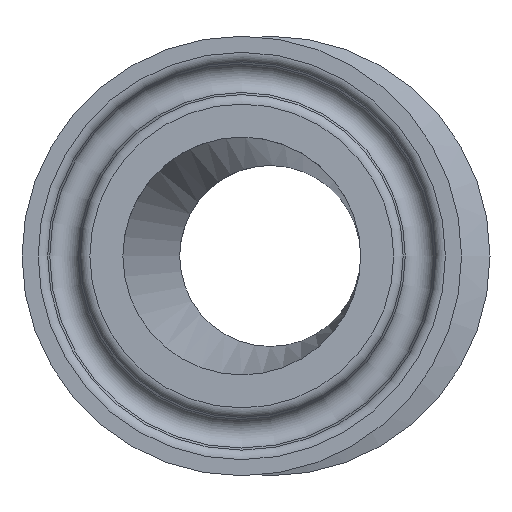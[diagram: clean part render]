
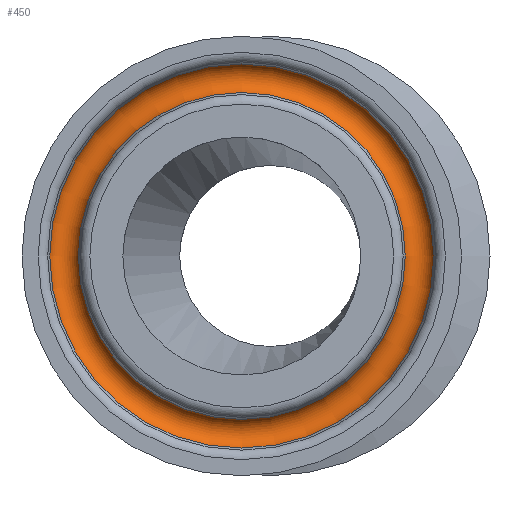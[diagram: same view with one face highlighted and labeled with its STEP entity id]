
A CAD part, left-side view. The second image highlights one B-rep face of the part: STEP entity #450.
In plain terms, the highlighted toroidal (fillet/blend) face has major radius 13.75 mm and minor radius 1.2 mm.
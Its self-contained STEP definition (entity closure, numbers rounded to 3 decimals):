
#82=FACE_OUTER_BOUND('',#112,.T.);
#112=EDGE_LOOP('',(#381,#382,#383,#384,#385,#386));
#147=CIRCLE('',#517,12.645);
#148=CIRCLE('',#518,12.645);
#154=CIRCLE('',#527,14.855);
#155=CIRCLE('',#528,14.855);
#166=CIRCLE('',#544,1.2);
#196=VERTEX_POINT('',#793);
#197=VERTEX_POINT('',#795);
#202=VERTEX_POINT('',#810);
#203=VERTEX_POINT('',#812);
#252=EDGE_CURVE('',#197,#196,#147,.T.);
#253=EDGE_CURVE('',#196,#197,#148,.T.);
#260=EDGE_CURVE('',#202,#203,#154,.T.);
#261=EDGE_CURVE('',#203,#202,#155,.T.);
#274=EDGE_CURVE('',#203,#197,#166,.T.);
#381=ORIENTED_EDGE('',*,*,#260,.F.);
#382=ORIENTED_EDGE('',*,*,#261,.F.);
#383=ORIENTED_EDGE('',*,*,#274,.T.);
#384=ORIENTED_EDGE('',*,*,#252,.T.);
#385=ORIENTED_EDGE('',*,*,#253,.T.);
#386=ORIENTED_EDGE('',*,*,#274,.F.);
#430=TOROIDAL_SURFACE('',#543,13.75,1.2);
#450=ADVANCED_FACE('',(#82),#430,.F.);
#517=AXIS2_PLACEMENT_3D('',#796,#642,#643);
#518=AXIS2_PLACEMENT_3D('',#797,#644,#645);
#527=AXIS2_PLACEMENT_3D('',#813,#663,#664);
#528=AXIS2_PLACEMENT_3D('',#814,#665,#666);
#543=AXIS2_PLACEMENT_3D('',#840,#697,#698);
#544=AXIS2_PLACEMENT_3D('',#841,#699,#700);
#642=DIRECTION('center_axis',(1.,0.,0.));
#643=DIRECTION('ref_axis',(0.,0.,-1.));
#644=DIRECTION('center_axis',(1.,0.,0.));
#645=DIRECTION('ref_axis',(0.,0.,-1.));
#663=DIRECTION('center_axis',(1.,0.,0.));
#664=DIRECTION('ref_axis',(0.,0.,-1.));
#665=DIRECTION('center_axis',(1.,0.,0.));
#666=DIRECTION('ref_axis',(0.,0.,-1.));
#697=DIRECTION('center_axis',(1.,0.,0.));
#698=DIRECTION('ref_axis',(0.,0.,-1.));
#699=DIRECTION('center_axis',(0.,1.,0.));
#700=DIRECTION('ref_axis',(0.,0.,1.));
#793=CARTESIAN_POINT('',(-16.131,-12.645,0.));
#795=CARTESIAN_POINT('',(-16.131,0.,12.645));
#796=CARTESIAN_POINT('Origin',(-16.131,0.,0.));
#797=CARTESIAN_POINT('Origin',(-16.131,0.,0.));
#810=CARTESIAN_POINT('',(-16.131,-14.855,0.));
#812=CARTESIAN_POINT('',(-16.131,0.,14.855));
#813=CARTESIAN_POINT('Origin',(-16.131,0.,0.));
#814=CARTESIAN_POINT('Origin',(-16.131,0.,0.));
#840=CARTESIAN_POINT('Origin',(-16.6,0.,0.));
#841=CARTESIAN_POINT('Origin',(-16.6,0.,13.75));
